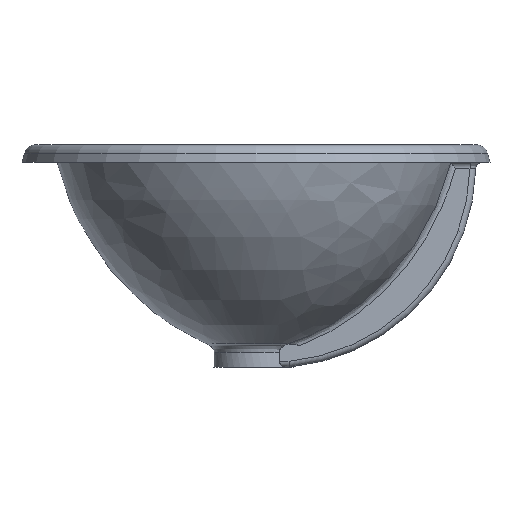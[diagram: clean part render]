
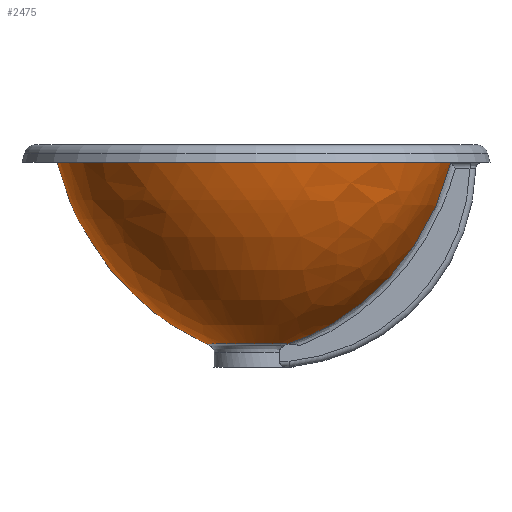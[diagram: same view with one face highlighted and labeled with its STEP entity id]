
A CAD part, left-side view. The second image highlights one B-rep face of the part: STEP entity #2475.
In plain terms, the highlighted free-form (B-spline) face has degree [2, 2] with [3, 9] control points.
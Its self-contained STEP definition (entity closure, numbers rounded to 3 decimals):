
#1285=CARTESIAN_POINT('',(-33.363,-10.185,26.471));
#1286=VERTEX_POINT('',#1285);
#1337=CARTESIAN_POINT('',(-34.027,144.904,166.536));
#1338=VERTEX_POINT('',#1337);
#1354=CARTESIAN_POINT('',(-34.027,144.904,166.536));
#1355=CARTESIAN_POINT('',(-34.025,139.873,165.304));
#1356=CARTESIAN_POINT('',(-34.022,132.382,163.192));
#1357=CARTESIAN_POINT('',(-34.018,122.574,159.87));
#1358=CARTESIAN_POINT('',(-34.01,108.011,154.371));
#1359=CARTESIAN_POINT('',(-33.994,86.766,144.172));
#1360=CARTESIAN_POINT('',(-33.97,67.149,131.096));
#1361=CARTESIAN_POINT('',(-33.95,55.997,122.161));
#1362=CARTESIAN_POINT('',(-33.942,52.037,118.814));
#1363=CARTESIAN_POINT('',(-33.929,46.196,113.7));
#1364=CARTESIAN_POINT('',(-33.908,37.731,105.607));
#1365=CARTESIAN_POINT('',(-33.87,27.202,93.997));
#1366=CARTESIAN_POINT('',(-33.821,17.533,81.647));
#1367=CARTESIAN_POINT('',(-33.756,8.823,68.651));
#1368=CARTESIAN_POINT('',(-33.689,3.083,58.487));
#1369=CARTESIAN_POINT('',(-33.633,-0.376,51.567));
#1370=CARTESIAN_POINT('',(-33.593,-2.585,46.906));
#1371=CARTESIAN_POINT('',(-33.536,-5.157,40.995));
#1372=CARTESIAN_POINT('',(-33.456,-7.901,33.788));
#1373=CARTESIAN_POINT('',(-33.395,-9.473,28.921));
#1374=CARTESIAN_POINT('',(-33.363,-10.185,26.471));
#1375=B_SPLINE_CURVE_WITH_KNOTS('',3,(#1354,#1355,#1356,#1357,#1358,#1359,#1360,#1361,#1362,#1363,#1364,#1365,#1366,#1367,#1368,#1369,#1370,#1371,#1372,#1373,#1374),.UNSPECIFIED.,.F.,.U.,(4,1,1,1,1,1,1,1,1,1,1,1,1,1,1,1,1,1,4),(0.535,2.122,2.916,3.709,6.883,10.058,10.851,11.248,11.645,13.232,14.819,16.407,17.994,19.581,19.978,20.374,21.168,21.962,22.755),.UNSPECIFIED.);
#1376=EDGE_CURVE('',#1338,#1286,#1375,.T.);
#1397=CARTESIAN_POINT('',(-35.,145.,166.358));
#1398=VERTEX_POINT('',#1397);
#1405=CARTESIAN_POINT('',(-34.027,144.904,166.536));
#1406=CARTESIAN_POINT('',(-34.076,144.914,166.529));
#1407=CARTESIAN_POINT('',(-34.126,144.923,166.521));
#1408=CARTESIAN_POINT('',(-34.368,144.964,166.481));
#1409=CARTESIAN_POINT('',(-34.561,144.985,166.446));
#1410=CARTESIAN_POINT('',(-34.837,144.998,166.392));
#1411=CARTESIAN_POINT('',(-34.918,145.,166.375));
#1412=CARTESIAN_POINT('',(-35.,145.,166.358));
#1413=B_SPLINE_CURVE_WITH_KNOTS('',3,(#1405,#1406,#1407,#1408,#1409,#1410,#1411,#1412),.UNSPECIFIED.,.F.,.U.,(4,2,2,4),(-0.126,-0.111,-0.052,-0.027),.UNSPECIFIED.);
#1414=EDGE_CURVE('',#1338,#1398,#1413,.T.);
#2119=CARTESIAN_POINT('',(35.,145.,166.358));
#2120=VERTEX_POINT('',#2119);
#2136=CARTESIAN_POINT('',(34.027,144.904,166.536));
#2137=VERTEX_POINT('',#2136);
#2153=CARTESIAN_POINT('',(35.,145.,166.358));
#2154=CARTESIAN_POINT('',(34.966,145.,166.365));
#2155=CARTESIAN_POINT('',(34.932,145.,166.372));
#2156=CARTESIAN_POINT('',(34.739,144.996,166.412));
#2157=CARTESIAN_POINT('',(34.58,144.985,166.442));
#2158=CARTESIAN_POINT('',(34.289,144.951,166.494));
#2159=CARTESIAN_POINT('',(34.158,144.93,166.516));
#2160=CARTESIAN_POINT('',(34.027,144.904,166.536));
#2161=B_SPLINE_CURVE_WITH_KNOTS('',3,(#2153,#2154,#2155,#2156,#2157,#2158,#2159,#2160),.UNSPECIFIED.,.F.,.U.,(4,2,2,4),(-3.212,-3.202,-3.153,-3.113),.UNSPECIFIED.);
#2162=EDGE_CURVE('',#2120,#2137,#2161,.T.);
#2317=CARTESIAN_POINT('',(33.363,-10.185,26.471));
#2318=VERTEX_POINT('',#2317);
#2344=CARTESIAN_POINT('',(33.363,-10.185,26.471));
#2345=CARTESIAN_POINT('',(33.395,-9.473,28.92));
#2346=CARTESIAN_POINT('',(33.455,-7.902,33.785));
#2347=CARTESIAN_POINT('',(33.536,-5.159,40.991));
#2348=CARTESIAN_POINT('',(33.593,-2.587,46.901));
#2349=CARTESIAN_POINT('',(33.633,-0.378,51.563));
#2350=CARTESIAN_POINT('',(33.689,3.081,58.483));
#2351=CARTESIAN_POINT('',(33.756,8.821,68.647));
#2352=CARTESIAN_POINT('',(33.821,17.531,81.644));
#2353=CARTESIAN_POINT('',(33.87,27.2,93.994));
#2354=CARTESIAN_POINT('',(33.908,37.729,105.605));
#2355=CARTESIAN_POINT('',(33.929,46.194,113.698));
#2356=CARTESIAN_POINT('',(33.942,52.035,118.812));
#2357=CARTESIAN_POINT('',(33.95,55.995,122.159));
#2358=CARTESIAN_POINT('',(33.97,67.147,131.094));
#2359=CARTESIAN_POINT('',(33.994,86.765,144.171));
#2360=CARTESIAN_POINT('',(34.01,108.011,154.371));
#2361=CARTESIAN_POINT('',(34.018,122.574,159.869));
#2362=CARTESIAN_POINT('',(34.022,132.382,163.192));
#2363=CARTESIAN_POINT('',(34.025,139.873,165.304));
#2364=CARTESIAN_POINT('',(34.027,144.904,166.536));
#2365=B_SPLINE_CURVE_WITH_KNOTS('',3,(#2344,#2345,#2346,#2347,#2348,#2349,#2350,#2351,#2352,#2353,#2354,#2355,#2356,#2357,#2358,#2359,#2360,#2361,#2362,#2363,#2364),.UNSPECIFIED.,.F.,.U.,(4,1,1,1,1,1,1,1,1,1,1,1,1,1,1,1,1,1,4),(28.391,29.184,29.977,30.771,31.168,31.565,33.152,34.739,36.326,37.914,39.501,39.898,40.294,41.088,44.262,47.437,48.23,49.024,50.611),.UNSPECIFIED.);
#2366=EDGE_CURVE('',#2318,#2137,#2365,.T.);
#2416=CARTESIAN_POINT('',(0.,145.,0.0));
#2417=DIRECTION('',(0.0,1.0,0.0));
#2418=DIRECTION('',(-1.0,0.0,0.0));
#2419=AXIS2_PLACEMENT_3D('',#2416,#2417,#2418);
#2420=CIRCLE('',#2419,170.0);
#2421=EDGE_CURVE('',#2120,#1398,#2420,.T.);
#2426=CARTESIAN_POINT('',(0.,-10.186,-42.587));
#2427=CARTESIAN_POINT('',(0.,36.46,-143.986));
#2428=CARTESIAN_POINT('',(0.,145.,-170.));
#2429=CARTESIAN_POINT('',(42.587,-10.186,-42.587));
#2430=CARTESIAN_POINT('',(143.986,36.46,-143.986));
#2431=CARTESIAN_POINT('',(170.,145.,-170.));
#2432=CARTESIAN_POINT('',(42.587,-10.186,0.));
#2433=CARTESIAN_POINT('',(143.986,36.46,0.));
#2434=CARTESIAN_POINT('',(170.,145.,0.));
#2435=CARTESIAN_POINT('',(42.587,-10.186,42.587));
#2436=CARTESIAN_POINT('',(143.986,36.46,143.986));
#2437=CARTESIAN_POINT('',(170.,145.,170.));
#2438=CARTESIAN_POINT('',(0.,-10.186,42.587));
#2439=CARTESIAN_POINT('',(0.,36.46,143.986));
#2440=CARTESIAN_POINT('',(0.,145.,170.));
#2441=CARTESIAN_POINT('',(-42.587,-10.186,42.587));
#2442=CARTESIAN_POINT('',(-143.986,36.46,143.986));
#2443=CARTESIAN_POINT('',(-170.,145.,170.));
#2444=CARTESIAN_POINT('',(-42.587,-10.186,0.));
#2445=CARTESIAN_POINT('',(-143.986,36.46,0.));
#2446=CARTESIAN_POINT('',(-170.,145.,0.));
#2447=CARTESIAN_POINT('',(-42.587,-10.186,-42.587));
#2448=CARTESIAN_POINT('',(-143.986,36.46,-143.986));
#2449=CARTESIAN_POINT('',(-170.,145.,-170.));
#2450=CARTESIAN_POINT('',(0.,-10.186,-42.587));
#2451=CARTESIAN_POINT('',(0.,36.46,-143.986));
#2452=CARTESIAN_POINT('',(0.,145.,-170.));
#2460=(BOUNDED_SURFACE()B_SPLINE_SURFACE(2,2,((#2426,#2429,#2432,#2435,#2438,#2441,#2444,#2447,#2450),(#2427,#2430,#2433,#2436,#2439,#2442,#2445,#2448,#2451),(#2428,#2431,#2434,#2437,#2440,#2443,#2446,#2449,#2452)),.UNSPECIFIED.,.F.,.T.,.U.)B_SPLINE_SURFACE_WITH_KNOTS((3,3),(3,2,2,2,3),(-1.14,-0.235),(0.0,1.571,3.142,4.712,6.283),.UNSPECIFIED.)GEOMETRIC_REPRESENTATION_ITEM()RATIONAL_B_SPLINE_SURFACE(((1.0,0.707,1.0,0.707,1.0,0.707,1.0,0.707,1.0),(0.899,0.636,0.899,0.636,0.899,0.636,0.899,0.636,0.899),(1.0,0.707,1.0,0.707,1.0,0.707,1.0,0.707,1.0)))REPRESENTATION_ITEM('')SURFACE());
#2461=ORIENTED_EDGE('',*,*,#1376,.F.);
#2462=ORIENTED_EDGE('',*,*,#1414,.T.);
#2463=ORIENTED_EDGE('',*,*,#2421,.F.);
#2464=ORIENTED_EDGE('',*,*,#2162,.T.);
#2465=ORIENTED_EDGE('',*,*,#2366,.F.);
#2466=CARTESIAN_POINT('',(0.,-10.185,0.0));
#2467=DIRECTION('',(0.0,1.0,0.0));
#2468=DIRECTION('',(-1.0,0.0,0.0));
#2469=AXIS2_PLACEMENT_3D('',#2466,#2467,#2468);
#2470=CIRCLE('',#2469,42.589);
#2471=EDGE_CURVE('',#2318,#1286,#2470,.T.);
#2472=ORIENTED_EDGE('',*,*,#2471,.T.);
#2473=EDGE_LOOP('',(#2461,#2462,#2463,#2464,#2465,#2472));
#2474=FACE_OUTER_BOUND('',#2473,.T.);
#2475=ADVANCED_FACE('',(#2474),#2460,.T.);
